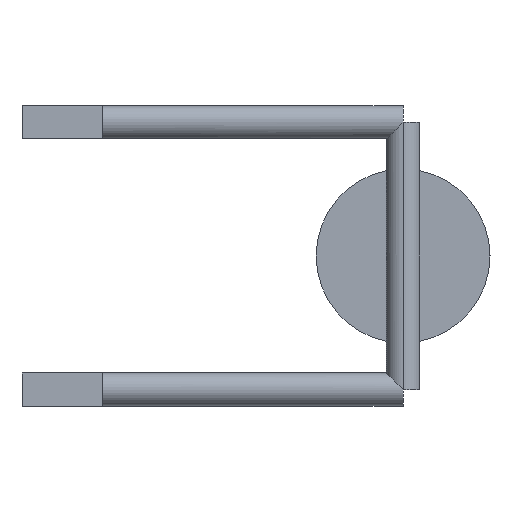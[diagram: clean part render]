
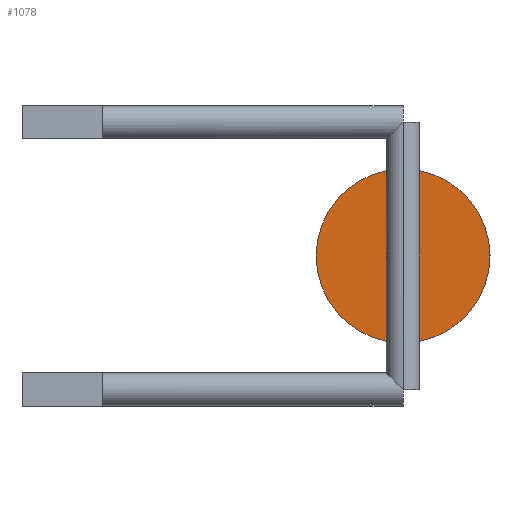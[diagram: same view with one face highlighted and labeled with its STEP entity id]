
A CAD part, left-side view. The second image highlights one B-rep face of the part: STEP entity #1078.
In plain terms, the highlighted planar face has unit normal (-1, 0, 0).
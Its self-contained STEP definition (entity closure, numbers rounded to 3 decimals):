
#78 = CIRCLE ( 'NONE', #1153, 2.5 ) ;
#80 = CARTESIAN_POINT ( 'NONE',  ( -65., 0., -13. ) ) ;
#96 = CARTESIAN_POINT ( 'NONE',  ( -65., 0., 0. ) ) ;
#217 = VERTEX_POINT ( 'NONE', #80 ) ;
#235 = AXIS2_PLACEMENT_3D ( 'NONE', #625, #1330, #1076 ) ;
#253 = CARTESIAN_POINT ( 'NONE',  ( -65., 0., 13. ) ) ;
#255 = FACE_BOUND ( 'NONE', #345, .T. ) ;
#269 = CARTESIAN_POINT ( 'NONE',  ( -65., 0., -2.5 ) ) ;
#345 = EDGE_LOOP ( 'NONE', ( #1170, #1095 ) ) ;
#418 = AXIS2_PLACEMENT_3D ( 'NONE', #1270, #561, #1848 ) ;
#561 = DIRECTION ( 'NONE',  ( 1., 0., 0. ) ) ;
#611 = CIRCLE ( 'NONE', #235, 13. ) ;
#625 = CARTESIAN_POINT ( 'NONE',  ( -65., 0., 0. ) ) ;
#633 = CARTESIAN_POINT ( 'NONE',  ( -65., 0., 0. ) ) ;
#707 = EDGE_CURVE ( 'NONE', #1435, #1380, #78, .T. ) ;
#750 = DIRECTION ( 'NONE',  ( -1., 0., 0. ) ) ;
#845 = PLANE ( 'NONE',  #418 ) ;
#858 = EDGE_LOOP ( 'NONE', ( #969, #1519 ) ) ;
#872 = FACE_OUTER_BOUND ( 'NONE', #858, .T. ) ;
#969 = ORIENTED_EDGE ( 'NONE', *, *, #1118, .F. ) ;
#1076 = DIRECTION ( 'NONE',  ( 0., 0., -1. ) ) ;
#1078 = ADVANCED_FACE ( 'NONE', ( #255, #872 ), #845, .F. ) ;
#1095 = ORIENTED_EDGE ( 'NONE', *, *, #707, .F. ) ;
#1118 = EDGE_CURVE ( 'NONE', #217, #1450, #611, .T. ) ;
#1153 = AXIS2_PLACEMENT_3D ( 'NONE', #1168, #750, #1159 ) ;
#1159 = DIRECTION ( 'NONE',  ( 0., 0., 1. ) ) ;
#1168 = CARTESIAN_POINT ( 'NONE',  ( -65., 0., 0. ) ) ;
#1170 = ORIENTED_EDGE ( 'NONE', *, *, #1534, .F. ) ;
#1212 = DIRECTION ( 'NONE',  ( 0., 0., 1. ) ) ;
#1270 = CARTESIAN_POINT ( 'NONE',  ( -65., 0., 0. ) ) ;
#1330 = DIRECTION ( 'NONE',  ( 1., 0., 0. ) ) ;
#1345 = CIRCLE ( 'NONE', #1587, 2.5 ) ;
#1380 = VERTEX_POINT ( 'NONE', #269 ) ;
#1408 = EDGE_CURVE ( 'NONE', #1450, #217, #1768, .T. ) ;
#1428 = DIRECTION ( 'NONE',  ( 1., 0., 0. ) ) ;
#1435 = VERTEX_POINT ( 'NONE', #1846 ) ;
#1450 = VERTEX_POINT ( 'NONE', #253 ) ;
#1519 = ORIENTED_EDGE ( 'NONE', *, *, #1408, .F. ) ;
#1534 = EDGE_CURVE ( 'NONE', #1380, #1435, #1345, .T. ) ;
#1567 = DIRECTION ( 'NONE',  ( 0., 0., -1. ) ) ;
#1584 = AXIS2_PLACEMENT_3D ( 'NONE', #96, #1428, #1567 ) ;
#1587 = AXIS2_PLACEMENT_3D ( 'NONE', #633, #1643, #1212 ) ;
#1643 = DIRECTION ( 'NONE',  ( -1., 0., 0. ) ) ;
#1768 = CIRCLE ( 'NONE', #1584, 13. ) ;
#1846 = CARTESIAN_POINT ( 'NONE',  ( -65., 0., 2.5 ) ) ;
#1848 = DIRECTION ( 'NONE',  ( 0., 0., -1. ) ) ;
